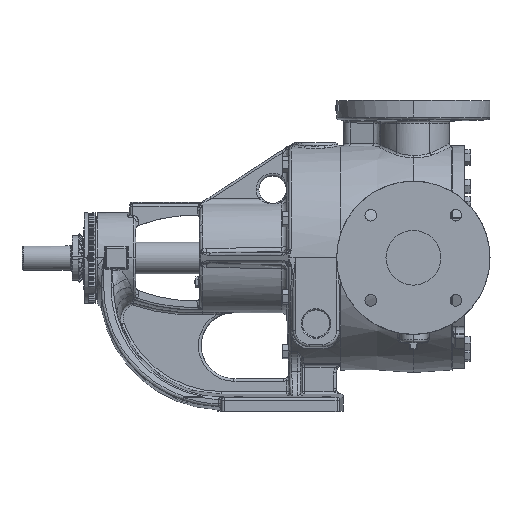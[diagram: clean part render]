
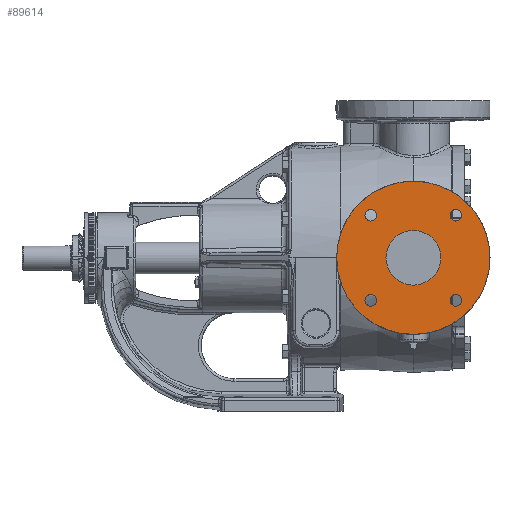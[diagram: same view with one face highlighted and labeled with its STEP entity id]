
A CAD part, top view. The second image highlights one B-rep face of the part: STEP entity #89614.
In plain terms, the highlighted planar face has unit normal (0, 0, 1).
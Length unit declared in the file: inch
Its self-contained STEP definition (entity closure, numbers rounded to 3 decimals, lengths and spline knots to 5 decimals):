
#1134 = ORIENTED_EDGE ( 'NONE', *, *, #169506, .F. ) ;
#1655 = EDGE_LOOP ( 'NONE', ( #22593, #56979 ) ) ;
#1882 = CARTESIAN_POINT ( 'NONE',  ( 4.98894, -1.94454, 7.19 ) ) ;
#5471 = ORIENTED_EDGE ( 'NONE', *, *, #42798, .F. ) ;
#5938 = AXIS2_PLACEMENT_3D ( 'NONE', #77568, #178992, #92244 ) ;
#6062 = EDGE_CURVE ( 'NONE', #93428, #38507, #46265, .T. ) ;
#7264 = DIRECTION ( 'NONE',  ( 1., 0., 0. ) ) ;
#11442 = FACE_BOUND ( 'NONE', #183237, .T. ) ;
#11549 = CIRCLE ( 'NONE', #155160, 1.25 ) ;
#11626 = EDGE_CURVE ( 'NONE', #94495, #94483, #11549, .T. ) ;
#15438 = CARTESIAN_POINT ( 'NONE',  ( 1.09986, 1.94454, 7.19 ) ) ;
#18351 = CARTESIAN_POINT ( 'NONE',  ( 3.31, 0., 7.19 ) ) ;
#21309 = CIRCLE ( 'NONE', #5938, 0.2656 ) ;
#22593 = ORIENTED_EDGE ( 'NONE', *, *, #124486, .T. ) ;
#27373 = CIRCLE ( 'NONE', #115877, 3.5 ) ;
#29487 = DIRECTION ( 'NONE',  ( 0., 0., 1. ) ) ;
#31109 = AXIS2_PLACEMENT_3D ( 'NONE', #116511, #29487, #131116 ) ;
#31194 = DIRECTION ( 'NONE',  ( 0., 0., 1. ) ) ;
#33029 = DIRECTION ( 'NONE',  ( 1., 0., 0. ) ) ;
#38507 = VERTEX_POINT ( 'NONE', #148441 ) ;
#39763 = VERTEX_POINT ( 'NONE', #79791 ) ;
#41880 = AXIS2_PLACEMENT_3D ( 'NONE', #165119, #78355, #179775 ) ;
#41924 = ORIENTED_EDGE ( 'NONE', *, *, #102883, .F. ) ;
#42440 = AXIS2_PLACEMENT_3D ( 'NONE', #81030, #167741, #66376 ) ;
#42798 = EDGE_CURVE ( 'NONE', #117133, #39763, #52415, .T. ) ;
#45455 = DIRECTION ( 'NONE',  ( 0., 0., -1. ) ) ;
#46265 = CIRCLE ( 'NONE', #42440, 0.2656 ) ;
#46786 = ORIENTED_EDGE ( 'NONE', *, *, #120692, .F. ) ;
#47021 = VERTEX_POINT ( 'NONE', #181690 ) ;
#49738 = EDGE_CURVE ( 'NONE', #38507, #93428, #174925, .T. ) ;
#50116 = FACE_BOUND ( 'NONE', #92767, .T. ) ;
#50485 = CARTESIAN_POINT ( 'NONE',  ( 4.98894, 1.94454, 7.19 ) ) ;
#52415 = CIRCLE ( 'NONE', #75719, 0.2656 ) ;
#55153 = CARTESIAN_POINT ( 'NONE',  ( 4.56, 0., 7.19 ) ) ;
#56887 = CARTESIAN_POINT ( 'NONE',  ( -0.19, 0., 7.19 ) ) ;
#56979 = ORIENTED_EDGE ( 'NONE', *, *, #11626, .T. ) ;
#61141 = CARTESIAN_POINT ( 'NONE',  ( 1.36546, 1.94454, 7.19 ) ) ;
#61907 = AXIS2_PLACEMENT_3D ( 'NONE', #64785, #166164, #79415 ) ;
#62481 = CARTESIAN_POINT ( 'NONE',  ( 1.36546, -1.94454, 7.19 ) ) ;
#64785 = CARTESIAN_POINT ( 'NONE',  ( 1.36546, -1.94454, 7.19 ) ) ;
#66376 = DIRECTION ( 'NONE',  ( 1., 0., 0. ) ) ;
#67045 = EDGE_LOOP ( 'NONE', ( #157578, #166091 ) ) ;
#68530 = VERTEX_POINT ( 'NONE', #56887 ) ;
#68566 = CARTESIAN_POINT ( 'NONE',  ( 3.31, 0., 7.19 ) ) ;
#70612 = CARTESIAN_POINT ( 'NONE',  ( 5.25454, 1.94454, 7.19 ) ) ;
#72148 = AXIS2_PLACEMENT_3D ( 'NONE', #118201, #31194, #132829 ) ;
#74739 = CIRCLE ( 'NONE', #72148, 0.2656 ) ;
#75719 = AXIS2_PLACEMENT_3D ( 'NONE', #62481, #163945, #77143 ) ;
#75818 = DIRECTION ( 'NONE',  ( 1., 0., 0. ) ) ;
#77143 = DIRECTION ( 'NONE',  ( 1., 0., 0. ) ) ;
#77568 = CARTESIAN_POINT ( 'NONE',  ( 5.25454, 1.94454, 7.19 ) ) ;
#78355 = DIRECTION ( 'NONE',  ( 0., 0., -1. ) ) ;
#78615 = EDGE_LOOP ( 'NONE', ( #163865, #46786 ) ) ;
#79231 = DIRECTION ( 'NONE',  ( 0., 0., -1. ) ) ;
#79415 = DIRECTION ( 'NONE',  ( 1., 0., 0. ) ) ;
#79791 = CARTESIAN_POINT ( 'NONE',  ( 1.63106, -1.94454, 7.19 ) ) ;
#81030 = CARTESIAN_POINT ( 'NONE',  ( 1.36546, 1.94454, 7.19 ) ) ;
#83812 = AXIS2_PLACEMENT_3D ( 'NONE', #181273, #94488, #7264 ) ;
#84041 = EDGE_CURVE ( 'NONE', #133358, #109171, #87642, .T. ) ;
#84247 = AXIS2_PLACEMENT_3D ( 'NONE', #61141, #162646, #75818 ) ;
#84380 = FACE_OUTER_BOUND ( 'NONE', #78615, .T. ) ;
#85322 = DIRECTION ( 'NONE',  ( 1., 0., 0. ) ) ;
#87642 = CIRCLE ( 'NONE', #31109, 0.2656 ) ;
#88892 = FACE_BOUND ( 'NONE', #67045, .T. ) ;
#89614 = ADVANCED_FACE ( 'NONE', ( #161312, #11442, #50116, #88892, #122895, #84380 ), #119461, .T. ) ;
#91728 = CARTESIAN_POINT ( 'NONE',  ( 1.09986, -1.94454, 7.19 ) ) ;
#92244 = DIRECTION ( 'NONE',  ( 1., 0., 0. ) ) ;
#92767 = EDGE_LOOP ( 'NONE', ( #1134, #174168 ) ) ;
#93428 = VERTEX_POINT ( 'NONE', #15438 ) ;
#94483 = VERTEX_POINT ( 'NONE', #127572 ) ;
#94488 = DIRECTION ( 'NONE',  ( 0., 0., -1. ) ) ;
#94495 = VERTEX_POINT ( 'NONE', #55153 ) ;
#100859 = EDGE_LOOP ( 'NONE', ( #122949, #41924 ) ) ;
#102883 = EDGE_CURVE ( 'NONE', #159999, #47021, #21309, .T. ) ;
#105873 = EDGE_CURVE ( 'NONE', #68530, #165026, #27373, .T. ) ;
#109171 = VERTEX_POINT ( 'NONE', #131563 ) ;
#112563 = EDGE_CURVE ( 'NONE', #39763, #117133, #179965, .T. ) ;
#115877 = AXIS2_PLACEMENT_3D ( 'NONE', #165986, #79231, #180659 ) ;
#116511 = CARTESIAN_POINT ( 'NONE',  ( 5.25454, -1.94454, 7.19 ) ) ;
#117133 = VERTEX_POINT ( 'NONE', #91728 ) ;
#118201 = CARTESIAN_POINT ( 'NONE',  ( 5.25454, -1.94454, 7.19 ) ) ;
#119461 = PLANE ( 'NONE',  #148695 ) ;
#120090 = DIRECTION ( 'NONE',  ( 0., 0., 1. ) ) ;
#120692 = EDGE_CURVE ( 'NONE', #165026, #68530, #162665, .T. ) ;
#122895 = FACE_BOUND ( 'NONE', #100859, .T. ) ;
#122949 = ORIENTED_EDGE ( 'NONE', *, *, #166642, .F. ) ;
#124486 = EDGE_CURVE ( 'NONE', #94483, #94495, #163106, .T. ) ;
#127572 = CARTESIAN_POINT ( 'NONE',  ( 2.06, 0., 7.19 ) ) ;
#131116 = DIRECTION ( 'NONE',  ( 1., 0., 0. ) ) ;
#131354 = AXIS2_PLACEMENT_3D ( 'NONE', #70612, #171976, #85322 ) ;
#131563 = CARTESIAN_POINT ( 'NONE',  ( 5.52014, -1.94454, 7.19 ) ) ;
#132829 = DIRECTION ( 'NONE',  ( 1., 0., 0. ) ) ;
#133358 = VERTEX_POINT ( 'NONE', #1882 ) ;
#148146 = CARTESIAN_POINT ( 'NONE',  ( 6.81, 0., 7.19 ) ) ;
#148441 = CARTESIAN_POINT ( 'NONE',  ( 1.63106, 1.94454, 7.19 ) ) ;
#148695 = AXIS2_PLACEMENT_3D ( 'NONE', #18351, #120090, #33029 ) ;
#155160 = AXIS2_PLACEMENT_3D ( 'NONE', #68566, #45455, #187688 ) ;
#157578 = ORIENTED_EDGE ( 'NONE', *, *, #49738, .F. ) ;
#159999 = VERTEX_POINT ( 'NONE', #50485 ) ;
#161312 = FACE_BOUND ( 'NONE', #1655, .T. ) ;
#162646 = DIRECTION ( 'NONE',  ( 0., 0., 1. ) ) ;
#162665 = CIRCLE ( 'NONE', #83812, 3.5 ) ;
#163106 = CIRCLE ( 'NONE', #41880, 1.25 ) ;
#163865 = ORIENTED_EDGE ( 'NONE', *, *, #105873, .F. ) ;
#163945 = DIRECTION ( 'NONE',  ( 0., 0., 1. ) ) ;
#165026 = VERTEX_POINT ( 'NONE', #148146 ) ;
#165119 = CARTESIAN_POINT ( 'NONE',  ( 3.31, 0., 7.19 ) ) ;
#165986 = CARTESIAN_POINT ( 'NONE',  ( 3.31, 0., 7.19 ) ) ;
#166091 = ORIENTED_EDGE ( 'NONE', *, *, #6062, .F. ) ;
#166164 = DIRECTION ( 'NONE',  ( 0., 0., 1. ) ) ;
#166642 = EDGE_CURVE ( 'NONE', #47021, #159999, #185251, .T. ) ;
#166849 = ORIENTED_EDGE ( 'NONE', *, *, #112563, .F. ) ;
#167741 = DIRECTION ( 'NONE',  ( 0., 0., 1. ) ) ;
#169506 = EDGE_CURVE ( 'NONE', #109171, #133358, #74739, .T. ) ;
#171976 = DIRECTION ( 'NONE',  ( 0., 0., 1. ) ) ;
#174168 = ORIENTED_EDGE ( 'NONE', *, *, #84041, .F. ) ;
#174925 = CIRCLE ( 'NONE', #84247, 0.2656 ) ;
#178992 = DIRECTION ( 'NONE',  ( 0., 0., 1. ) ) ;
#179775 = DIRECTION ( 'NONE',  ( 1., 0., 0. ) ) ;
#179965 = CIRCLE ( 'NONE', #61907, 0.2656 ) ;
#180659 = DIRECTION ( 'NONE',  ( 1., 0., 0. ) ) ;
#181273 = CARTESIAN_POINT ( 'NONE',  ( 3.31, 0., 7.19 ) ) ;
#181690 = CARTESIAN_POINT ( 'NONE',  ( 5.52014, 1.94454, 7.19 ) ) ;
#183237 = EDGE_LOOP ( 'NONE', ( #166849, #5471 ) ) ;
#185251 = CIRCLE ( 'NONE', #131354, 0.2656 ) ;
#187688 = DIRECTION ( 'NONE',  ( 1., 0., 0. ) ) ;
